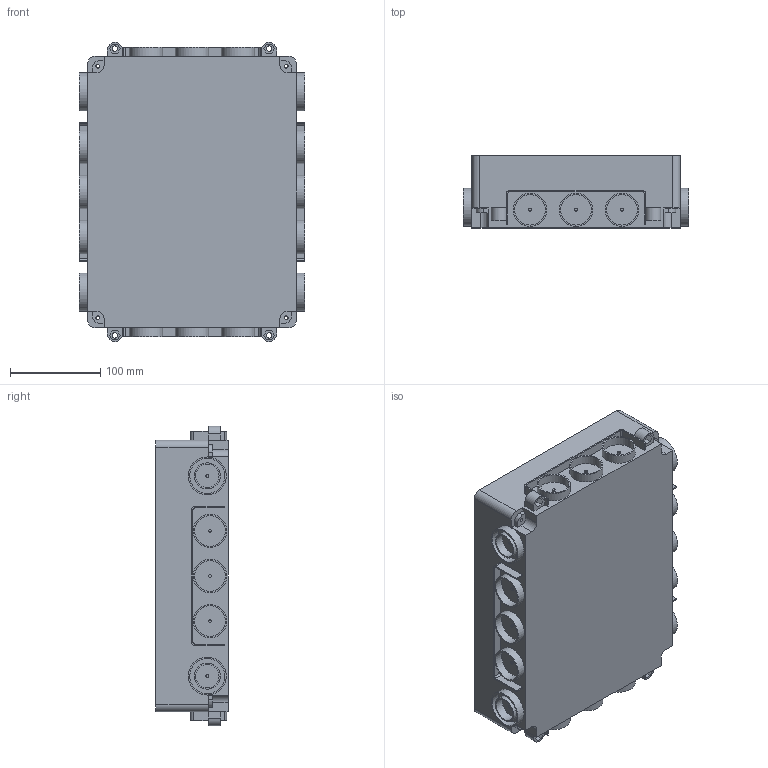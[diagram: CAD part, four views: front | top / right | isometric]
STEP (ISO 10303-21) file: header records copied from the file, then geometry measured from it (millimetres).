
FILE_DESCRIPTION (( 'STEP AP203' ), '1' );
FILE_NAME ('KNU-80-16-PA-9011 Êîðîáêà íàïîëüíàÿ ONFLOOR 16 ìîäóëåé.STEP', '2016-02-29T11:29:43', ( '' ), ( '' ), 'SwSTEP 2.0', 'SolidWorks 2014', '' );
FILE_SCHEMA (( 'CONFIG_CONTROL_DESIGN' ));
Length unit declared in the file: millimetre
Products named in the file (1): KNU-80-16-PA-9011 Êîðîáêà íàïîëüíàÿ ONFLOOR 16 ìîäóëåé
Bounding box: 250 x 80 x 332 mm (x, y, z)
Volume: 2318758 mm3; surface area: 358515.6 mm2
Topology: 1 solids, 1 shells, 319 faces, 770 edges, 518 vertices
Faces by surface type: plane 199, cylinder 116, cone 4
Full cylindrical faces by diameter (mm): 3 x16, 4 x4, 6 x4, 9 x4, 26 x4, 29 x4, 34 x12, 37 x12, 39 x4, 42 x4
Entity records: 8931 total; most frequent: DIRECTION 1564, CARTESIAN_POINT 1496, ORIENTED_EDGE 1360, EDGE_CURVE 680, AXIS2_PLACEMENT_3D 564, VERTEX_POINT 496, EDGE_LOOP 468, LINE 436
